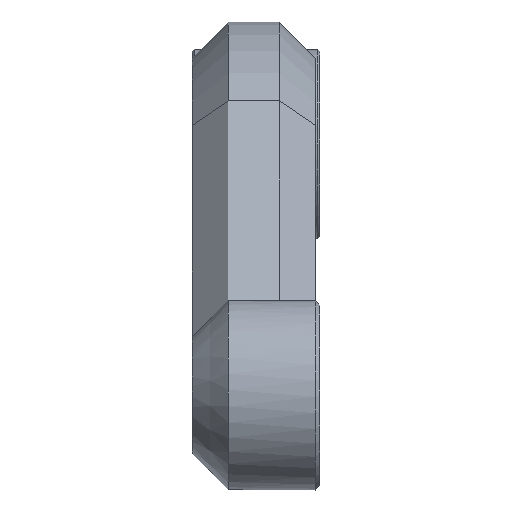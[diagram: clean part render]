
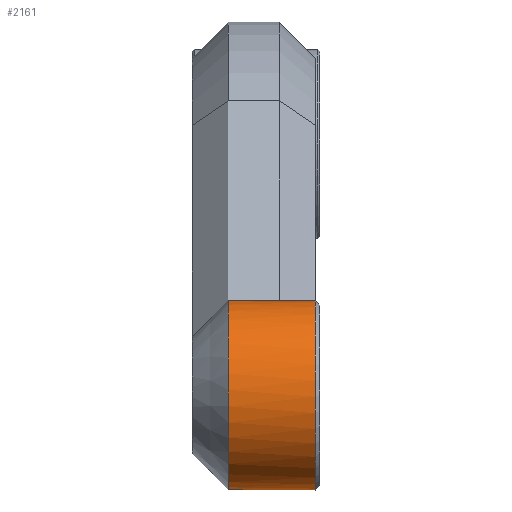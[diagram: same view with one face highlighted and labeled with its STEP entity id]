
A CAD part, left-side view. The second image highlights one B-rep face of the part: STEP entity #2161.
In plain terms, the highlighted cylindrical face has radius 20 mm (diameter 40 mm), a partial arc.
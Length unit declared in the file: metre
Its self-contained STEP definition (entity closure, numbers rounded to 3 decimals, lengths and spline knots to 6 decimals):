
#151=ELLIPSE('',#2273,0.028284,0.02);
#160=ELLIPSE('',#2362,0.028284,0.02);
#161=ELLIPSE('',#2363,0.028284,0.02);
#168=CYLINDRICAL_SURFACE('',#2359,0.02);
#234=FACE_OUTER_BOUND('',#370,.T.);
#370=EDGE_LOOP('',(#1640,#1641,#1642,#1643,#1644,#1645,#1646,#1647));
#467=LINE('',#3125,#614);
#538=LINE('',#3642,#685);
#614=VECTOR('',#2512,1.);
#685=VECTOR('',#2773,1.);
#809=CIRCLE('',#2360,0.02);
#810=CIRCLE('',#2361,0.02);
#811=CIRCLE('',#2364,0.02);
#868=VERTEX_POINT('',#3105);
#869=VERTEX_POINT('',#3106);
#877=VERTEX_POINT('',#3124);
#884=VERTEX_POINT('',#3146);
#982=VERTEX_POINT('',#3636);
#983=VERTEX_POINT('',#3639);
#984=VERTEX_POINT('',#3641);
#985=VERTEX_POINT('',#3643);
#1086=EDGE_CURVE('',#877,#869,#467,.F.);
#1097=EDGE_CURVE('',#884,#877,#151,.T.);
#1230=EDGE_CURVE('',#869,#982,#809,.F.);
#1231=EDGE_CURVE('',#982,#868,#810,.F.);
#1232=EDGE_CURVE('',#868,#983,#160,.T.);
#1233=EDGE_CURVE('',#983,#984,#538,.T.);
#1234=EDGE_CURVE('',#984,#985,#161,.T.);
#1235=EDGE_CURVE('',#985,#884,#811,.T.);
#1640=ORIENTED_EDGE('',*,*,#1086,.T.);
#1641=ORIENTED_EDGE('',*,*,#1230,.T.);
#1642=ORIENTED_EDGE('',*,*,#1231,.T.);
#1643=ORIENTED_EDGE('',*,*,#1232,.T.);
#1644=ORIENTED_EDGE('',*,*,#1233,.T.);
#1645=ORIENTED_EDGE('',*,*,#1234,.T.);
#1646=ORIENTED_EDGE('',*,*,#1235,.T.);
#1647=ORIENTED_EDGE('',*,*,#1097,.T.);
#2161=ADVANCED_FACE('',(#234),#168,.T.);
#2273=AXIS2_PLACEMENT_3D('',#3147,#2532,#2533);
#2359=AXIS2_PLACEMENT_3D('',#3635,#2765,#2766);
#2360=AXIS2_PLACEMENT_3D('',#3637,#2767,#2768);
#2361=AXIS2_PLACEMENT_3D('',#3638,#2769,#2770);
#2362=AXIS2_PLACEMENT_3D('',#3640,#2771,#2772);
#2363=AXIS2_PLACEMENT_3D('',#3644,#2774,#2775);
#2364=AXIS2_PLACEMENT_3D('',#3645,#2776,#2777);
#2512=DIRECTION('',(0.,1.,0.));
#2532=DIRECTION('center_axis',(0.514,0.707,-0.486));
#2533=DIRECTION('ref_axis',(-0.514,0.707,0.486));
#2765=DIRECTION('center_axis',(0.,1.,0.));
#2766=DIRECTION('ref_axis',(-0.828,0.,-0.561));
#2767=DIRECTION('center_axis',(0.,-1.,0.));
#2768=DIRECTION('ref_axis',(0.,0.,-1.));
#2769=DIRECTION('center_axis',(0.,-1.,0.));
#2770=DIRECTION('ref_axis',(0.,0.,-1.));
#2771=DIRECTION('center_axis',(-0.514,-0.707,0.486));
#2772=DIRECTION('ref_axis',(-0.514,0.707,0.486));
#2773=DIRECTION('',(0.,1.,0.));
#2774=DIRECTION('center_axis',(-0.514,0.707,0.486));
#2775=DIRECTION('ref_axis',(0.514,0.707,-0.486));
#2776=DIRECTION('center_axis',(0.,-1.,0.));
#2777=DIRECTION('ref_axis',(0.,0.,-1.));
#3105=CARTESIAN_POINT('',(0.089317,-0.013,0.084697));
#3106=CARTESIAN_POINT('',(0.099888,-0.013,0.069116));
#3124=CARTESIAN_POINT('',(0.099888,0.005385,0.069116));
#3125=CARTESIAN_POINT('',(0.099888,-0.013,0.069116));
#3146=CARTESIAN_POINT('',(0.099888,0.005385,0.069116));
#3147=CARTESIAN_POINT('Origin',(0.08,0.018385,0.067));
#3635=CARTESIAN_POINT('Origin',(0.08,-0.013,0.067));
#3636=CARTESIAN_POINT('',(0.08,-0.013,0.047));
#3637=CARTESIAN_POINT('Origin',(0.08,-0.013,0.067));
#3638=CARTESIAN_POINT('Origin',(0.08,-0.013,0.067));
#3639=CARTESIAN_POINT('',(0.080992,-0.005385,0.086975));
#3640=CARTESIAN_POINT('Origin',(0.08,-0.018385,0.067));
#3641=CARTESIAN_POINT('',(0.080992,0.005385,0.086975));
#3642=CARTESIAN_POINT('',(0.080992,-0.013,0.086975));
#3643=CARTESIAN_POINT('',(0.080993,0.005385,0.086975));
#3644=CARTESIAN_POINT('Origin',(0.08,0.018385,0.067));
#3645=CARTESIAN_POINT('Origin',(0.08,0.005385,0.067));
